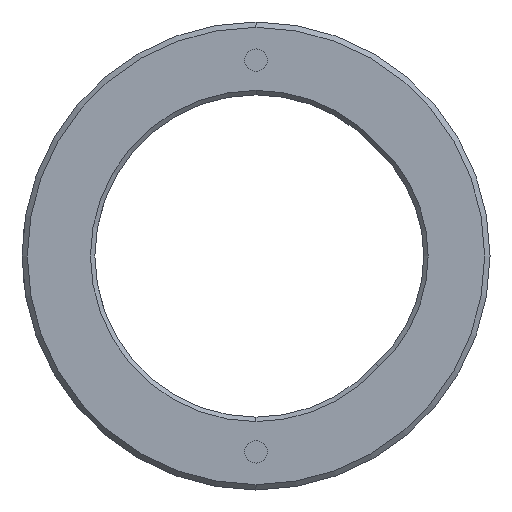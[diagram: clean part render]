
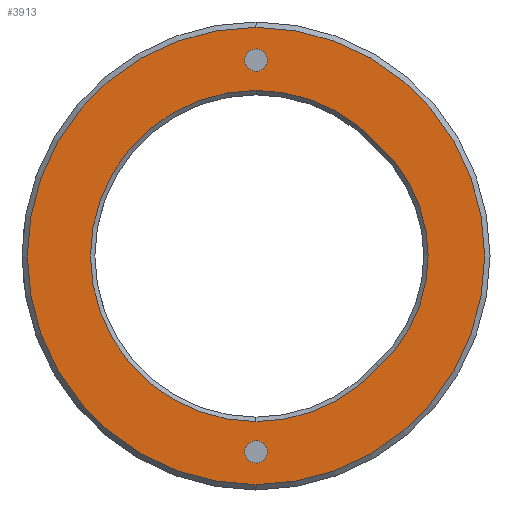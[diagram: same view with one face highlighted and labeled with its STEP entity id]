
A CAD part, left-side view. The second image highlights one B-rep face of the part: STEP entity #3913.
In plain terms, the highlighted planar face has unit normal (-1, 0, 0).
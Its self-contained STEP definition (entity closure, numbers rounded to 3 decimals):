
#12 = DIRECTION ( 'NONE',  ( -1., 0., 0. ) ) ;
#25 = DIRECTION ( 'NONE',  ( 0., 0., -1. ) ) ;
#118 = CIRCLE ( 'NONE', #2049, 9.3 ) ;
#361 = EDGE_CURVE ( 'NONE', #1234, #1744, #3750, .T. ) ;
#393 = VERTEX_POINT ( 'NONE', #1411 ) ;
#445 = CARTESIAN_POINT ( 'NONE',  ( 0., 0., 0. ) ) ;
#453 = EDGE_CURVE ( 'NONE', #2987, #1677, #118, .T. ) ;
#630 = EDGE_LOOP ( 'NONE', ( #2807, #1594 ) ) ;
#694 = DIRECTION ( 'NONE',  ( 0., 0., 1. ) ) ;
#812 = DIRECTION ( 'NONE',  ( -1., 0., 0. ) ) ;
#874 = EDGE_CURVE ( 'NONE', #3695, #2829, #1901, .T. ) ;
#884 = CARTESIAN_POINT ( 'NONE',  ( 0., 0., 0. ) ) ;
#957 = CARTESIAN_POINT ( 'NONE',  ( 0., 0., 11. ) ) ;
#1005 = CIRCLE ( 'NONE', #4132, 0.635 ) ;
#1006 = AXIS2_PLACEMENT_3D ( 'NONE', #957, #2034, #4123 ) ;
#1086 = CIRCLE ( 'NONE', #3830, 12.845 ) ;
#1116 = CARTESIAN_POINT ( 'NONE',  ( 0., 0., -11. ) ) ;
#1121 = CARTESIAN_POINT ( 'NONE',  ( 0., 0., -11.635 ) ) ;
#1234 = VERTEX_POINT ( 'NONE', #1121 ) ;
#1237 = EDGE_CURVE ( 'NONE', #2829, #3695, #4279, .T. ) ;
#1295 = CIRCLE ( 'NONE', #2650, 9.3 ) ;
#1306 = DIRECTION ( 'NONE',  ( -1., 0., 0. ) ) ;
#1369 = DIRECTION ( 'NONE',  ( 1., 0., 0. ) ) ;
#1397 = FACE_BOUND ( 'NONE', #2248, .T. ) ;
#1411 = CARTESIAN_POINT ( 'NONE',  ( 0., 0., -12.845 ) ) ;
#1421 = DIRECTION ( 'NONE',  ( 0., 0., 1. ) ) ;
#1469 = ORIENTED_EDGE ( 'NONE', *, *, #2631, .T. ) ;
#1509 = ORIENTED_EDGE ( 'NONE', *, *, #4451, .F. ) ;
#1594 = ORIENTED_EDGE ( 'NONE', *, *, #874, .F. ) ;
#1641 = DIRECTION ( 'NONE',  ( 0., 0., -1. ) ) ;
#1677 = VERTEX_POINT ( 'NONE', #3088 ) ;
#1712 = CARTESIAN_POINT ( 'NONE',  ( 0., 0., -9.3 ) ) ;
#1741 = EDGE_CURVE ( 'NONE', #1886, #2987, #1295, .T. ) ;
#1744 = VERTEX_POINT ( 'NONE', #2349 ) ;
#1773 = DIRECTION ( 'NONE',  ( 1., 0., 0. ) ) ;
#1886 = VERTEX_POINT ( 'NONE', #3047 ) ;
#1901 = CIRCLE ( 'NONE', #1006, 0.635 ) ;
#1915 = ORIENTED_EDGE ( 'NONE', *, *, #361, .F. ) ;
#1950 = VERTEX_POINT ( 'NONE', #2069 ) ;
#1973 = VERTEX_POINT ( 'NONE', #4298 ) ;
#2034 = DIRECTION ( 'NONE',  ( -1., 0., 0. ) ) ;
#2049 = AXIS2_PLACEMENT_3D ( 'NONE', #3907, #3932, #25 ) ;
#2065 = ORIENTED_EDGE ( 'NONE', *, *, #2160, .T. ) ;
#2069 = CARTESIAN_POINT ( 'NONE',  ( 0., 0., 12.845 ) ) ;
#2077 = CARTESIAN_POINT ( 'NONE',  ( 0., 0., 11. ) ) ;
#2160 = EDGE_CURVE ( 'NONE', #1677, #1973, #3983, .T. ) ;
#2206 = ORIENTED_EDGE ( 'NONE', *, *, #1741, .T. ) ;
#2208 = CARTESIAN_POINT ( 'NONE',  ( 0., 0., 10.365 ) ) ;
#2228 = PLANE ( 'NONE',  #3086 ) ;
#2248 = EDGE_LOOP ( 'NONE', ( #1509, #1915 ) ) ;
#2282 = ORIENTED_EDGE ( 'NONE', *, *, #4319, .T. ) ;
#2349 = CARTESIAN_POINT ( 'NONE',  ( 0., 0., -10.365 ) ) ;
#2354 = AXIS2_PLACEMENT_3D ( 'NONE', #4562, #1369, #2360 ) ;
#2356 = CIRCLE ( 'NONE', #3608, 12.845 ) ;
#2360 = DIRECTION ( 'NONE',  ( 0., 0., -1. ) ) ;
#2417 = CARTESIAN_POINT ( 'NONE',  ( 0., 0., 11.635 ) ) ;
#2451 = DIRECTION ( 'NONE',  ( 0., 0., -1. ) ) ;
#2631 = EDGE_CURVE ( 'NONE', #1973, #1886, #3471, .T. ) ;
#2640 = DIRECTION ( 'NONE',  ( 0., 0., -1. ) ) ;
#2650 = AXIS2_PLACEMENT_3D ( 'NONE', #884, #3421, #1641 ) ;
#2734 = EDGE_LOOP ( 'NONE', ( #2282, #3665 ) ) ;
#2807 = ORIENTED_EDGE ( 'NONE', *, *, #1237, .F. ) ;
#2829 = VERTEX_POINT ( 'NONE', #2417 ) ;
#2914 = CARTESIAN_POINT ( 'NONE',  ( 0., 0., 0. ) ) ;
#2987 = VERTEX_POINT ( 'NONE', #1712 ) ;
#3047 = CARTESIAN_POINT ( 'NONE',  ( 0., -6.907, -6.228 ) ) ;
#3086 = AXIS2_PLACEMENT_3D ( 'NONE', #2914, #1773, #4340 ) ;
#3088 = CARTESIAN_POINT ( 'NONE',  ( 0., 0., 9.3 ) ) ;
#3231 = DIRECTION ( 'NONE',  ( 0., 0., -1. ) ) ;
#3232 = EDGE_CURVE ( 'NONE', #1950, #393, #2356, .T. ) ;
#3340 = CARTESIAN_POINT ( 'NONE',  ( 0., 0., 0. ) ) ;
#3421 = DIRECTION ( 'NONE',  ( 1., 0., 0. ) ) ;
#3471 = CIRCLE ( 'NONE', #2354, 8.4 ) ;
#3500 = DIRECTION ( 'NONE',  ( 0., 0., -1. ) ) ;
#3547 = DIRECTION ( 'NONE',  ( -1., 0., 0. ) ) ;
#3555 = EDGE_LOOP ( 'NONE', ( #2206, #4573, #2065, #1469 ) ) ;
#3608 = AXIS2_PLACEMENT_3D ( 'NONE', #445, #812, #3231 ) ;
#3664 = DIRECTION ( 'NONE',  ( 1., 0., 0. ) ) ;
#3665 = ORIENTED_EDGE ( 'NONE', *, *, #3232, .T. ) ;
#3695 = VERTEX_POINT ( 'NONE', #2208 ) ;
#3750 = CIRCLE ( 'NONE', #4051, 0.635 ) ;
#3830 = AXIS2_PLACEMENT_3D ( 'NONE', #3873, #1306, #2451 ) ;
#3873 = CARTESIAN_POINT ( 'NONE',  ( 0., 0., 0. ) ) ;
#3885 = DIRECTION ( 'NONE',  ( -1., 0., 0. ) ) ;
#3894 = FACE_BOUND ( 'NONE', #3555, .T. ) ;
#3907 = CARTESIAN_POINT ( 'NONE',  ( 0., 0., 0. ) ) ;
#3913 = ADVANCED_FACE ( 'NONE', ( #4271, #1397, #3894, #3964 ), #2228, .F. ) ;
#3920 = CARTESIAN_POINT ( 'NONE',  ( 0., 0., -11. ) ) ;
#3932 = DIRECTION ( 'NONE',  ( 1., 0., 0. ) ) ;
#3964 = FACE_OUTER_BOUND ( 'NONE', #2734, .T. ) ;
#3983 = CIRCLE ( 'NONE', #4577, 9.3 ) ;
#4051 = AXIS2_PLACEMENT_3D ( 'NONE', #1116, #3885, #694 ) ;
#4123 = DIRECTION ( 'NONE',  ( 0., 0., -1. ) ) ;
#4132 = AXIS2_PLACEMENT_3D ( 'NONE', #3920, #12, #1421 ) ;
#4211 = AXIS2_PLACEMENT_3D ( 'NONE', #2077, #3547, #3500 ) ;
#4271 = FACE_BOUND ( 'NONE', #630, .T. ) ;
#4279 = CIRCLE ( 'NONE', #4211, 0.635 ) ;
#4298 = CARTESIAN_POINT ( 'NONE',  ( 0., -6.907, 6.228 ) ) ;
#4319 = EDGE_CURVE ( 'NONE', #393, #1950, #1086, .T. ) ;
#4340 = DIRECTION ( 'NONE',  ( 0., 0., -1. ) ) ;
#4451 = EDGE_CURVE ( 'NONE', #1744, #1234, #1005, .T. ) ;
#4562 = CARTESIAN_POINT ( 'NONE',  ( 0., -1.27, 0. ) ) ;
#4573 = ORIENTED_EDGE ( 'NONE', *, *, #453, .T. ) ;
#4577 = AXIS2_PLACEMENT_3D ( 'NONE', #3340, #3664, #2640 ) ;
